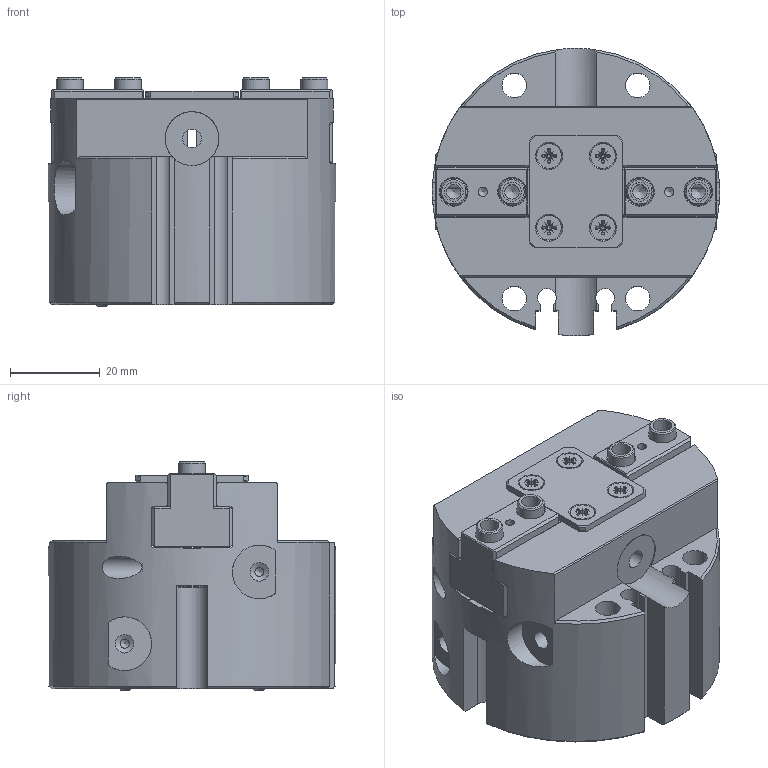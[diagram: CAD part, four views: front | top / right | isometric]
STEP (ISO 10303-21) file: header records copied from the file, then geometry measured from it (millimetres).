
FILE_DESCRIPTION(/* description */ (''),/* implementation_level */ '2;1');
FILE_NAME(/* name */ 'MPO 064 C1.stp',/* time_stamp */ '2021-03-17T17:47:44+01:00',/* author */ ('Emilio'),/* organization */ (''),/* preprocessor_version */ 'ST-DEVELOPER v17.2',/* originating_system */ 'Autodesk Inventor 2019',/* authorisation */ '');
FILE_SCHEMA (('AUTOMOTIVE_DESIGN { 1 0 10303 214 3 1 1 }'));
Length unit declared in the file: millimetre
Products named in the file (12): MPO 064 C1; MPO-64-CORPO-cliente; PGP-64-COPERCHIO; PZP-64-GRIFFA C1-(OPP-64_PGP-64-cliente); DIN 913 - M3 x 10; DIN 913 - M3 x 3; DIN 913 - M4 x 6; BOCCOLA SENSORE M5; VITE DI REGOLAZIONE L=15; BOCCOLA 6H7L5; MPO-64-FONDELLO-cliente; ISO 7046-1  - M3 x 6 - 4.8 - Z
Assembly tree (21 placements, depth 2):
  MPO 064 C1
    MPO-64-CORPO-cliente
    PGP-64-COPERCHIO
    PZP-64-GRIFFA C1-(OPP-64_PGP-64-cliente)  x2
    DIN 913 - M3 x 10
    DIN 913 - M3 x 3  x2
    DIN 913 - M4 x 6  x2
    BOCCOLA SENSORE M5  x2
    BOCCOLA 6H7L5  x4
    VITE DI REGOLAZIONE L=15
    MPO-64-FONDELLO-cliente
    ISO 7046-1  - M3 x 6 - 4.8 - Z  x4
Bounding box: 63.99 x 64 x 50.81 mm (x, y, z)
Volume: 122144.1 mm3; surface area: 36763 mm2
Topology: 21 solids, 21 shells, 560 faces, 1525 edges, 1016 vertices
Faces by surface type: plane 303, cone 132, cylinder 102, torus 23
Full cylindrical faces by diameter (mm): 2 x3, 2.013 x2, 2.459 x6, 2.693 x4, 3 x8, 3.242 x7, 3.5 x5, 4 x4, 4.134 x6, 4.2 x4, 5 x2, 5.5 x10, 6 x10, 6.5 x2, 12 x2, 24 x1, 41 x2
Entity records: 12244 total; most frequent: CARTESIAN_POINT 2724, DIRECTION 1925, ORIENTED_EDGE 1876, EDGE_CURVE 938, AXIS2_PLACEMENT_3D 714, VERTEX_POINT 637, LINE 497, VECTOR 497
